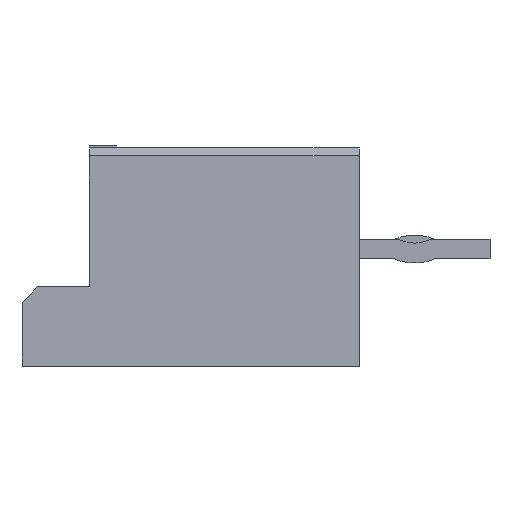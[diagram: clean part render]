
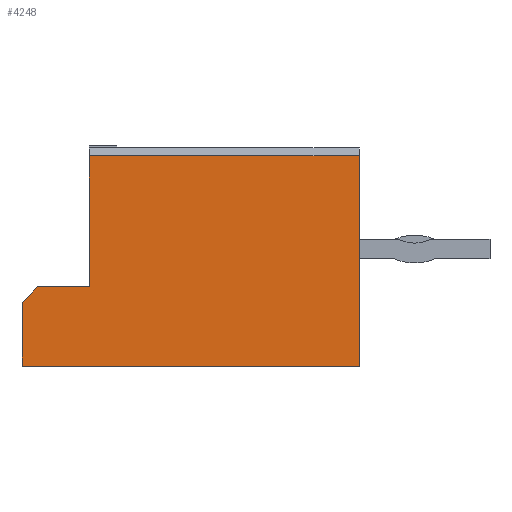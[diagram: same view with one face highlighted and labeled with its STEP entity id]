
A CAD part, left-side view. The second image highlights one B-rep face of the part: STEP entity #4248.
In plain terms, the highlighted planar face has unit normal (-1, 0, 0).
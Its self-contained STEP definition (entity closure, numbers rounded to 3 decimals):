
#4 = CARTESIAN_POINT ( 'NONE',  ( -5.15, 4.25, -2.75 ) ) ;
#74 = LINE ( 'NONE', #827, #7263 ) ;
#152 = VECTOR ( 'NONE', #159, 1000. ) ;
#159 = DIRECTION ( 'NONE',  ( 0., 0.707, -0.707 ) ) ;
#251 = VERTEX_POINT ( 'NONE', #6307 ) ;
#506 = CARTESIAN_POINT ( 'NONE',  ( -5.15, 4.25, -2.75 ) ) ;
#653 = CARTESIAN_POINT ( 'NONE',  ( -5.15, 3.85, -0.75 ) ) ;
#827 = CARTESIAN_POINT ( 'NONE',  ( -5.15, 2.55, -0.75 ) ) ;
#1090 = VECTOR ( 'NONE', #4446, 1000. ) ;
#1151 = LINE ( 'NONE', #7540, #1642 ) ;
#1173 = LINE ( 'NONE', #4, #2532 ) ;
#1241 = VECTOR ( 'NONE', #1309, 1000. ) ;
#1309 = DIRECTION ( 'NONE',  ( 0., -1., 0. ) ) ;
#1324 = ORIENTED_EDGE ( 'NONE', *, *, #2264, .T. ) ;
#1379 = ORIENTED_EDGE ( 'NONE', *, *, #5471, .T. ) ;
#1642 = VECTOR ( 'NONE', #8093, 1000. ) ;
#1894 = LINE ( 'NONE', #6882, #1090 ) ;
#2064 = ORIENTED_EDGE ( 'NONE', *, *, #5114, .F. ) ;
#2120 = CARTESIAN_POINT ( 'NONE',  ( -5.15, 3.85, -0.75 ) ) ;
#2235 = CARTESIAN_POINT ( 'NONE',  ( -5.15, 2.55, 2.55 ) ) ;
#2264 = EDGE_CURVE ( 'NONE', #4366, #6600, #3303, .T. ) ;
#2434 = VECTOR ( 'NONE', #4741, 1000. ) ;
#2532 = VECTOR ( 'NONE', #4750, 1000. ) ;
#2790 = VERTEX_POINT ( 'NONE', #5271 ) ;
#2828 = CARTESIAN_POINT ( 'NONE',  ( -5.15, 2.55, 2.55 ) ) ;
#2912 = ORIENTED_EDGE ( 'NONE', *, *, #6655, .T. ) ;
#2968 = VERTEX_POINT ( 'NONE', #7628 ) ;
#3032 = PLANE ( 'NONE',  #7410 ) ;
#3257 = EDGE_CURVE ( 'NONE', #5839, #2968, #1894, .T. ) ;
#3303 = LINE ( 'NONE', #653, #152 ) ;
#3444 = CARTESIAN_POINT ( 'NONE',  ( -5.15, 4.25, -1.15 ) ) ;
#3742 = CARTESIAN_POINT ( 'NONE',  ( -5.15, 4.25, -2.75 ) ) ;
#3805 = EDGE_CURVE ( 'NONE', #251, #4366, #74, .T. ) ;
#3811 = DIRECTION ( 'NONE',  ( -1., 0., 0. ) ) ;
#3898 = ORIENTED_EDGE ( 'NONE', *, *, #3805, .T. ) ;
#4248 = ADVANCED_FACE ( 'NONE', ( #6031 ), #3032, .T. ) ;
#4366 = VERTEX_POINT ( 'NONE', #2120 ) ;
#4446 = DIRECTION ( 'NONE',  ( 0., -1., 0. ) ) ;
#4460 = EDGE_CURVE ( 'NONE', #5839, #6600, #1173, .T. ) ;
#4741 = DIRECTION ( 'NONE',  ( 0., 0., -1. ) ) ;
#4750 = DIRECTION ( 'NONE',  ( 0., 0., 1. ) ) ;
#5110 = EDGE_LOOP ( 'NONE', ( #3898, #1324, #7309, #7358, #2912, #2064, #1379 ) ) ;
#5114 = EDGE_CURVE ( 'NONE', #5215, #2790, #6874, .T. ) ;
#5146 = DIRECTION ( 'NONE',  ( 0., 1., 0. ) ) ;
#5215 = VERTEX_POINT ( 'NONE', #2828 ) ;
#5271 = CARTESIAN_POINT ( 'NONE',  ( -5.15, -4.25, 2.55 ) ) ;
#5471 = EDGE_CURVE ( 'NONE', #5215, #251, #5846, .T. ) ;
#5839 = VERTEX_POINT ( 'NONE', #506 ) ;
#5846 = LINE ( 'NONE', #2235, #2434 ) ;
#6031 = FACE_OUTER_BOUND ( 'NONE', #5110, .T. ) ;
#6269 = CARTESIAN_POINT ( 'NONE',  ( -5.15, 2.55, 2.55 ) ) ;
#6307 = CARTESIAN_POINT ( 'NONE',  ( -5.15, 2.55, -0.75 ) ) ;
#6600 = VERTEX_POINT ( 'NONE', #3444 ) ;
#6655 = EDGE_CURVE ( 'NONE', #2968, #2790, #1151, .T. ) ;
#6872 = DIRECTION ( 'NONE',  ( 0., 0., 1. ) ) ;
#6874 = LINE ( 'NONE', #6269, #1241 ) ;
#6882 = CARTESIAN_POINT ( 'NONE',  ( -5.15, 4.25, -2.75 ) ) ;
#7263 = VECTOR ( 'NONE', #5146, 1000. ) ;
#7309 = ORIENTED_EDGE ( 'NONE', *, *, #4460, .F. ) ;
#7358 = ORIENTED_EDGE ( 'NONE', *, *, #3257, .T. ) ;
#7410 = AXIS2_PLACEMENT_3D ( 'NONE', #3742, #3811, #6872 ) ;
#7540 = CARTESIAN_POINT ( 'NONE',  ( -5.15, -4.25, -2.75 ) ) ;
#7628 = CARTESIAN_POINT ( 'NONE',  ( -5.15, -4.25, -2.75 ) ) ;
#8093 = DIRECTION ( 'NONE',  ( 0., 0., 1. ) ) ;
